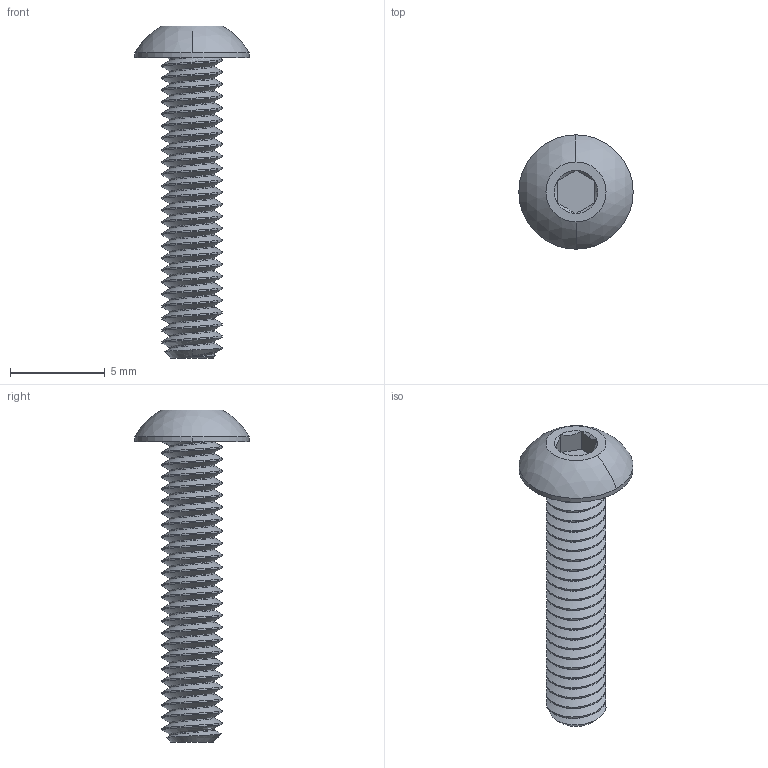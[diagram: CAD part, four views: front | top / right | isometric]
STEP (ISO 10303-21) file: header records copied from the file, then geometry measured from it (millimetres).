
FILE_DESCRIPTION (( 'STEP AP203' ), '1' );
FILE_NAME ('92949A331.step', '2014-02-25T18:16:32', ( '' ), ( '' ), 'SwSTEP 2.0', 'SolidWorks 2012', '' );
FILE_SCHEMA (( 'CONFIG_CONTROL_DESIGN' ));
Length unit declared in the file: inch
Products named in the file (1): 92949A331
Bounding box: 6.05 x 6.05 x 17.55 mm (x, y, z)
Volume: 126.5 mm3; surface area: 317.9 mm2
Topology: 1 solids, 1 shells, 76 faces, 204 edges, 132 vertices
Faces by surface type: cylinder 51, cone 10, plane 10, bspline 3, sphere 2
Entity records: 5264 total; most frequent: CARTESIAN_POINT 3611, ORIENTED_EDGE 408, DIRECTION 256, EDGE_CURVE 204, VERTEX_POINT 132, AXIS2_PLACEMENT_3D 95, EDGE_LOOP 78, FACE_OUTER_BOUND 76
